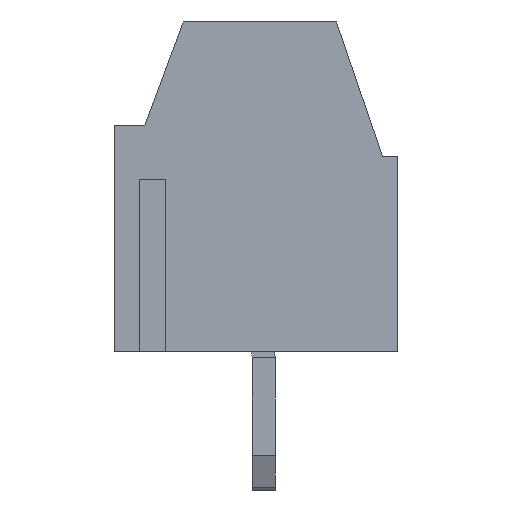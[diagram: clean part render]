
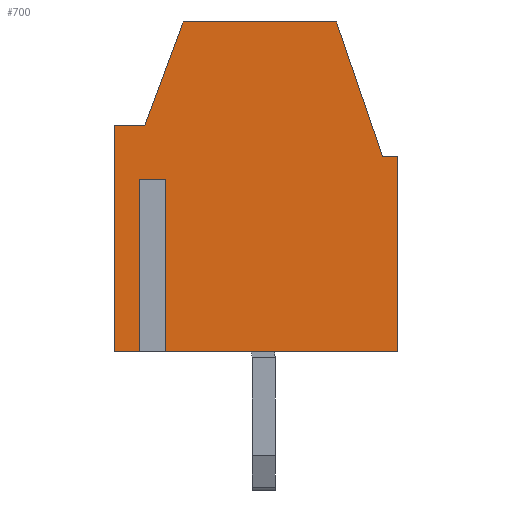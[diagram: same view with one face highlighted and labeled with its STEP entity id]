
A CAD part, left-side view. The second image highlights one B-rep face of the part: STEP entity #700.
In plain terms, the highlighted planar face has unit normal (-1, 0, 0).
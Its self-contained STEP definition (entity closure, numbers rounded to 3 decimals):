
#700=ADVANCED_FACE('',(#2763),#2765,.T.);
#2763=FACE_BOUND('',#2764,.T.);
#2764=EDGE_LOOP('',(#4395,#4396,#4397,#4398,#4399,#4400,#4401,#4402,#4403,#4404,
#4405,#4406));
#2765=PLANE('',#2766);
#2766=AXIS2_PLACEMENT_3D('',#2767,#2768,#2769);
#2767=CARTESIAN_POINT('',(-1.75,0.,0.));
#2768=DIRECTION('',(-1.,0.,0.));
#2769=DIRECTION('',(0.,0.,-1.));
#4395=ORIENTED_EDGE('',*,*,#5520,.F.);
#4396=ORIENTED_EDGE('',*,*,#5521,.F.);
#4397=ORIENTED_EDGE('',*,*,#5522,.F.);
#4398=ORIENTED_EDGE('',*,*,#5523,.T.);
#4399=ORIENTED_EDGE('',*,*,#5524,.T.);
#4400=ORIENTED_EDGE('',*,*,#5525,.T.);
#4401=ORIENTED_EDGE('',*,*,#5526,.T.);
#4402=ORIENTED_EDGE('',*,*,#5439,.T.);
#4403=ORIENTED_EDGE('',*,*,#5514,.T.);
#4404=ORIENTED_EDGE('',*,*,#5527,.T.);
#4405=ORIENTED_EDGE('',*,*,#5528,.T.);
#4406=ORIENTED_EDGE('',*,*,#5529,.T.);
#5439=EDGE_CURVE('',#6050,#6048,#6051,.T.);
#5514=EDGE_CURVE('',#6048,#6185,#6187,.T.);
#5520=EDGE_CURVE('',#6197,#6198,#6199,.T.);
#5521=EDGE_CURVE('',#6200,#6197,#6201,.F.);
#5522=EDGE_CURVE('',#6202,#6200,#6203,.T.);
#5523=EDGE_CURVE('',#6202,#6204,#6205,.T.);
#5524=EDGE_CURVE('',#6204,#6206,#6207,.T.);
#5525=EDGE_CURVE('',#6206,#6208,#6209,.T.);
#5526=EDGE_CURVE('',#6208,#6050,#6210,.T.);
#5527=EDGE_CURVE('',#6185,#6211,#6212,.T.);
#5528=EDGE_CURVE('',#6211,#6213,#6214,.T.);
#5529=EDGE_CURVE('',#6213,#6198,#6215,.T.);
#6048=VERTEX_POINT('',#7032);
#6050=VERTEX_POINT('',#7036);
#6051=LINE('',#7037,#7038);
#6185=VERTEX_POINT('',#7329);
#6187=LINE('',#7333,#7334);
#6197=VERTEX_POINT('',#7355);
#6198=VERTEX_POINT('',#7356);
#6199=LINE('',#7357,#7358);
#6200=VERTEX_POINT('',#7360);
#6201=LINE('',#7361,#7362);
#6202=VERTEX_POINT('',#7364);
#6203=LINE('',#7365,#7366);
#6204=VERTEX_POINT('',#7368);
#6205=LINE('',#7369,#7370);
#6206=VERTEX_POINT('',#7372);
#6207=LINE('',#7373,#7374);
#6208=VERTEX_POINT('',#7376);
#6209=LINE('',#7377,#7378);
#6210=LINE('',#7380,#7381);
#6211=VERTEX_POINT('',#7383);
#6212=LINE('',#7384,#7385);
#6213=VERTEX_POINT('',#7387);
#6214=LINE('',#7388,#7389);
#6215=LINE('',#7391,#7392);
#7032=CARTESIAN_POINT('',(-1.75,2.1,8.6));
#7036=CARTESIAN_POINT('',(-1.75,-1.9,8.6));
#7037=CARTESIAN_POINT('',(-1.75,-1.9,8.6));
#7038=VECTOR('',#7039,1.);
#7039=DIRECTION('',(0.,1.,0.));
#7329=CARTESIAN_POINT('',(-1.75,3.1,5.9));
#7333=CARTESIAN_POINT('',(-1.75,2.1,8.6));
#7334=VECTOR('',#7335,1.);
#7335=DIRECTION('',(0.,0.347,-0.938));
#7355=CARTESIAN_POINT('',(-1.75,3.15,4.5));
#7356=CARTESIAN_POINT('',(-1.75,3.15,0.));
#7357=CARTESIAN_POINT('',(-1.75,3.15,4.5));
#7358=VECTOR('',#7359,1.);
#7359=DIRECTION('',(0.,0.,-1.));
#7360=CARTESIAN_POINT('',(-1.75,2.65,4.5));
#7361=CARTESIAN_POINT('',(-1.75,3.15,4.5));
#7362=VECTOR('',#7363,1.);
#7363=DIRECTION('',(0.,-1.,0.));
#7364=CARTESIAN_POINT('',(-1.75,2.65,0.));
#7365=CARTESIAN_POINT('',(-1.75,2.65,0.));
#7366=VECTOR('',#7367,1.);
#7367=DIRECTION('',(0.,0.,1.));
#7368=CARTESIAN_POINT('',(-1.75,-3.5,0.));
#7369=CARTESIAN_POINT('',(-1.75,2.65,0.));
#7370=VECTOR('',#7371,1.);
#7371=DIRECTION('',(0.,-1.,0.));
#7372=CARTESIAN_POINT('',(-1.75,-3.5,5.1));
#7373=CARTESIAN_POINT('',(-1.75,-3.5,0.));
#7374=VECTOR('',#7375,1.);
#7375=DIRECTION('',(0.,0.,1.));
#7376=CARTESIAN_POINT('',(-1.75,-3.1,5.1));
#7377=CARTESIAN_POINT('',(-1.75,-3.5,5.1));
#7378=VECTOR('',#7379,1.);
#7379=DIRECTION('',(0.,1.,0.));
#7380=CARTESIAN_POINT('',(-1.75,-3.1,5.1));
#7381=VECTOR('',#7382,1.);
#7382=DIRECTION('',(0.,0.324,0.946));
#7383=CARTESIAN_POINT('',(-1.75,3.9,5.9));
#7384=CARTESIAN_POINT('',(-1.75,3.1,5.9));
#7385=VECTOR('',#7386,1.);
#7386=DIRECTION('',(0.,1.,0.));
#7387=CARTESIAN_POINT('',(-1.75,3.9,0.));
#7388=CARTESIAN_POINT('',(-1.75,3.9,5.9));
#7389=VECTOR('',#7390,1.);
#7390=DIRECTION('',(0.,0.,-1.));
#7391=CARTESIAN_POINT('',(-1.75,3.9,0.));
#7392=VECTOR('',#7393,1.);
#7393=DIRECTION('',(0.,-1.,0.));
